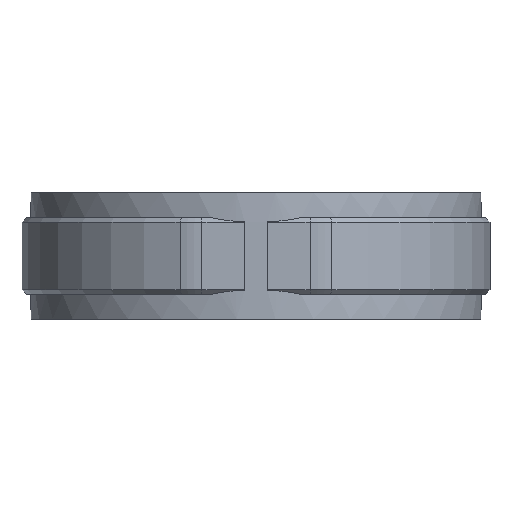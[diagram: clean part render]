
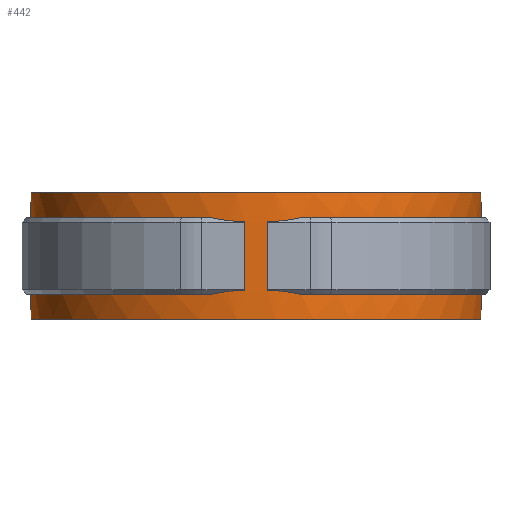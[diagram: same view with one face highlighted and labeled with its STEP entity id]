
A CAD part, front view. The second image highlights one B-rep face of the part: STEP entity #442.
In plain terms, the highlighted cylindrical face has radius 50.05 mm (diameter 100.1 mm), a partial arc.
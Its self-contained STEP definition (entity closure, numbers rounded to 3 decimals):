
#442 = ADVANCED_FACE( '', ( #863 ), #864, .T. );
#863 = FACE_OUTER_BOUND( '', #2130, .T. );
#864 = CYLINDRICAL_SURFACE( '', #2131, 50.05 );
#2130 = EDGE_LOOP( '', ( #4030, #4031, #4032, #4033, #4034, #4035, #4036, #4037, #4038, #4039, #4040, #4041, #4042, #4043, #4044, #4045 ) );
#2131 = AXIS2_PLACEMENT_3D( '', #4046, #4047, #4048 );
#4030 = ORIENTED_EDGE( '', *, *, #6406, .F. );
#4031 = ORIENTED_EDGE( '', *, *, #6428, .T. );
#4032 = ORIENTED_EDGE( '', *, *, #6402, .T. );
#4033 = ORIENTED_EDGE( '', *, *, #6429, .T. );
#4034 = ORIENTED_EDGE( '', *, *, #6430, .T. );
#4035 = ORIENTED_EDGE( '', *, *, #6431, .T. );
#4036 = ORIENTED_EDGE( '', *, *, #6432, .T. );
#4037 = ORIENTED_EDGE( '', *, *, #6433, .F. );
#4038 = ORIENTED_EDGE( '', *, *, #6434, .T. );
#4039 = ORIENTED_EDGE( '', *, *, #6435, .T. );
#4040 = ORIENTED_EDGE( '', *, *, #6436, .T. );
#4041 = ORIENTED_EDGE( '', *, *, #6393, .T. );
#4042 = ORIENTED_EDGE( '', *, *, #6437, .F. );
#4043 = ORIENTED_EDGE( '', *, *, #6438, .F. );
#4044 = ORIENTED_EDGE( '', *, *, #6423, .F. );
#4045 = ORIENTED_EDGE( '', *, *, #6439, .T. );
#4046 = CARTESIAN_POINT( '', ( 0., 0., -14. ) );
#4047 = DIRECTION( '', ( 0., 0., -1. ) );
#4048 = DIRECTION( '', ( -0.141, 0.99, 0. ) );
#6393 = EDGE_CURVE( '', #7478, #7476, #7479, .T. );
#6402 = EDGE_CURVE( '', #7496, #7494, #7497, .T. );
#6406 = EDGE_CURVE( '', #7502, #7504, #7505, .T. );
#6423 = EDGE_CURVE( '', #7532, #7534, #7535, .T. );
#6428 = EDGE_CURVE( '', #7502, #7496, #7542, .T. );
#6429 = EDGE_CURVE( '', #7494, #7543, #7544, .F. );
#6430 = EDGE_CURVE( '', #7543, #7545, #7546, .T. );
#6431 = EDGE_CURVE( '', #7545, #7547, #7548, .T. );
#6432 = EDGE_CURVE( '', #7547, #7549, #7550, .T. );
#6433 = EDGE_CURVE( '', #7551, #7549, #7552, .T. );
#6434 = EDGE_CURVE( '', #7551, #7553, #7554, .T. );
#6435 = EDGE_CURVE( '', #7553, #7555, #7556, .F. );
#6436 = EDGE_CURVE( '', #7555, #7478, #7557, .F. );
#6437 = EDGE_CURVE( '', #7558, #7476, #7559, .T. );
#6438 = EDGE_CURVE( '', #7534, #7558, #7560, .T. );
#6439 = EDGE_CURVE( '', #7532, #7504, #7561, .T. );
#7476 = VERTEX_POINT( '', #10793 );
#7478 = VERTEX_POINT( '', #10796 );
#7479 = ELLIPSE( '', #10797, 70.781, 50.05 );
#7494 = VERTEX_POINT( '', #10819 );
#7496 = VERTEX_POINT( '', #10822 );
#7497 = LINE( '', #10823, #10824 );
#7502 = VERTEX_POINT( '', #10830 );
#7504 = VERTEX_POINT( '', #10833 );
#7505 = CIRCLE( '', #10834, 50.05 );
#7532 = VERTEX_POINT( '', #10875 );
#7534 = VERTEX_POINT( '', #10878 );
#7535 = CIRCLE( '', #10879, 50.05 );
#7542 = ELLIPSE( '', #10888, 70.781, 50.05 );
#7543 = VERTEX_POINT( '', #10889 );
#7544 = ELLIPSE( '', #10890, 70.781, 50.05 );
#7545 = VERTEX_POINT( '', #10891 );
#7546 = CIRCLE( '', #10892, 50.05 );
#7547 = VERTEX_POINT( '', #10893 );
#7548 = LINE( '', #10894, #10895 );
#7549 = VERTEX_POINT( '', #10896 );
#7550 = CIRCLE( '', #10897, 50.05 );
#7551 = VERTEX_POINT( '', #10898 );
#7552 = LINE( '', #10899, #10900 );
#7553 = VERTEX_POINT( '', #10901 );
#7554 = CIRCLE( '', #10902, 50.05 );
#7555 = VERTEX_POINT( '', #10903 );
#7556 = ELLIPSE( '', #10904, 70.781, 50.05 );
#7557 = LINE( '', #10905, #10906 );
#7558 = VERTEX_POINT( '', #10907 );
#7559 = CIRCLE( '', #10908, 50.05 );
#7560 = LINE( '', #10909, #10910 );
#7561 = LINE( '', #10911, #10912 );
#10793 = CARTESIAN_POINT( '', ( -9.955, -49.05, -8.5 ) );
#10796 = CARTESIAN_POINT( '', ( -2.5, -49.988, -7.562 ) );
#10797 = AXIS2_PLACEMENT_3D( '', #12780, #12781, #12782 );
#10819 = CARTESIAN_POINT( '', ( 2.5, -49.988, 7.562 ) );
#10822 = CARTESIAN_POINT( '', ( 2.5, -49.988, -7.562 ) );
#10823 = CARTESIAN_POINT( '', ( 2.5, -49.988, -14. ) );
#10824 = VECTOR( '', #12794, 1000. );
#10830 = CARTESIAN_POINT( '', ( 9.955, -49.05, -8.5 ) );
#10833 = CARTESIAN_POINT( '', ( 6., 49.689, -8.5 ) );
#10834 = AXIS2_PLACEMENT_3D( '', #12800, #12801, #12802 );
#10875 = CARTESIAN_POINT( '', ( 6., 49.689, -14. ) );
#10878 = CARTESIAN_POINT( '', ( -6., 49.689, -14. ) );
#10879 = AXIS2_PLACEMENT_3D( '', #12821, #12822, #12823 );
#10888 = AXIS2_PLACEMENT_3D( '', #12832, #12833, #12834 );
#10889 = CARTESIAN_POINT( '', ( 9.955, -49.05, 8.5 ) );
#10890 = AXIS2_PLACEMENT_3D( '', #12835, #12836, #12837 );
#10891 = CARTESIAN_POINT( '', ( 6., 49.689, 8.5 ) );
#10892 = AXIS2_PLACEMENT_3D( '', #12838, #12839, #12840 );
#10893 = CARTESIAN_POINT( '', ( 6., 49.689, 14. ) );
#10894 = CARTESIAN_POINT( '', ( 6., 49.689, -14. ) );
#10895 = VECTOR( '', #12841, 1000. );
#10896 = CARTESIAN_POINT( '', ( -6., 49.689, 14. ) );
#10897 = AXIS2_PLACEMENT_3D( '', #12842, #12843, #12844 );
#10898 = CARTESIAN_POINT( '', ( -6., 49.689, 8.5 ) );
#10899 = CARTESIAN_POINT( '', ( -6., 49.689, -14. ) );
#10900 = VECTOR( '', #12845, 1000. );
#10901 = CARTESIAN_POINT( '', ( -9.955, -49.05, 8.5 ) );
#10902 = AXIS2_PLACEMENT_3D( '', #12846, #12847, #12848 );
#10903 = CARTESIAN_POINT( '', ( -2.5, -49.988, 7.562 ) );
#10904 = AXIS2_PLACEMENT_3D( '', #12849, #12850, #12851 );
#10905 = CARTESIAN_POINT( '', ( -2.5, -49.988, -14. ) );
#10906 = VECTOR( '', #12852, 1000. );
#10907 = CARTESIAN_POINT( '', ( -6., 49.689, -8.5 ) );
#10908 = AXIS2_PLACEMENT_3D( '', #12853, #12854, #12855 );
#10909 = CARTESIAN_POINT( '', ( -6., 49.689, -14. ) );
#10910 = VECTOR( '', #12856, 1000. );
#10911 = CARTESIAN_POINT( '', ( 6., 49.689, -14. ) );
#10912 = VECTOR( '', #12857, 1000. );
#12780 = CARTESIAN_POINT( '', ( 0., 0., -57.55 ) );
#12781 = DIRECTION( '', ( 0., -0.707, -0.707 ) );
#12782 = DIRECTION( '', ( 0., -0.707, 0.707 ) );
#12794 = DIRECTION( '', ( 0., 0., 1. ) );
#12800 = CARTESIAN_POINT( '', ( 0., 0., -8.5 ) );
#12801 = DIRECTION( '', ( 0., 0., 1. ) );
#12802 = DIRECTION( '', ( 1., 0., 0. ) );
#12821 = CARTESIAN_POINT( '', ( 0., 0., -14. ) );
#12822 = DIRECTION( '', ( 0., 0., -1. ) );
#12823 = DIRECTION( '', ( 1., 0., 0. ) );
#12832 = CARTESIAN_POINT( '', ( 0., 0., -57.55 ) );
#12833 = DIRECTION( '', ( 0., -0.707, -0.707 ) );
#12834 = DIRECTION( '', ( 0., -0.707, 0.707 ) );
#12835 = CARTESIAN_POINT( '', ( 0., 0., 57.55 ) );
#12836 = DIRECTION( '', ( 0., 0.707, -0.707 ) );
#12837 = DIRECTION( '', ( 0., 0.707, 0.707 ) );
#12838 = CARTESIAN_POINT( '', ( 0., 0., 8.5 ) );
#12839 = DIRECTION( '', ( 0., 0., 1. ) );
#12840 = DIRECTION( '', ( 1., 0., 0. ) );
#12841 = DIRECTION( '', ( 0., 0., 1. ) );
#12842 = CARTESIAN_POINT( '', ( 0., 0., 14. ) );
#12843 = DIRECTION( '', ( 0., 0., -1. ) );
#12844 = DIRECTION( '', ( 1., 0., 0. ) );
#12845 = DIRECTION( '', ( 0., 0., 1. ) );
#12846 = CARTESIAN_POINT( '', ( 0., 0., 8.5 ) );
#12847 = DIRECTION( '', ( 0., 0., 1. ) );
#12848 = DIRECTION( '', ( 1., 0., 0. ) );
#12849 = CARTESIAN_POINT( '', ( 0., 0., 57.55 ) );
#12850 = DIRECTION( '', ( 0., 0.707, -0.707 ) );
#12851 = DIRECTION( '', ( 0., 0.707, 0.707 ) );
#12852 = DIRECTION( '', ( 0., 0., 1. ) );
#12853 = CARTESIAN_POINT( '', ( 0., 0., -8.5 ) );
#12854 = DIRECTION( '', ( 0., 0., 1. ) );
#12855 = DIRECTION( '', ( 1., 0., 0. ) );
#12856 = DIRECTION( '', ( 0., 0., 1. ) );
#12857 = DIRECTION( '', ( 0., 0., 1. ) );
